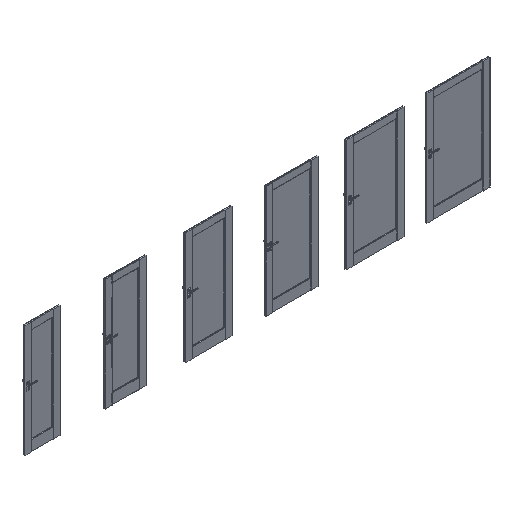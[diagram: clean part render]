
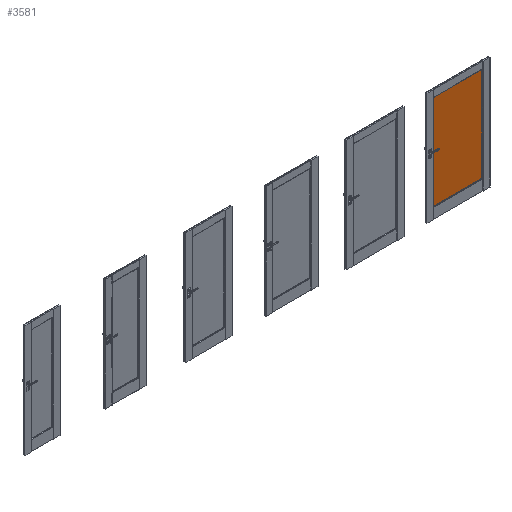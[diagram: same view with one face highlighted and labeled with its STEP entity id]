
A CAD part, isometric view. The second image highlights one B-rep face of the part: STEP entity #3581.
In plain terms, the highlighted planar face has unit normal (0, -1, 0).
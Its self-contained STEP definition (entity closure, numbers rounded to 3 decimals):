
#2309=FACE_OUTER_BOUND('',#6443,.T.);
#3581=ADVANCED_FACE('',(#2309),#4331,.T.);
#4331=PLANE('',#22557);
#6443=EDGE_LOOP('',(#11518,#11519,#11520,#11521));
#11518=ORIENTED_EDGE('',*,*,#16740,.F.);
#11519=ORIENTED_EDGE('',*,*,#16836,.F.);
#11520=ORIENTED_EDGE('',*,*,#16757,.T.);
#11521=ORIENTED_EDGE('',*,*,#16837,.F.);
#14022=VERTEX_POINT('',#40226);
#14023=VERTEX_POINT('',#40228);
#14039=VERTEX_POINT('',#40262);
#14040=VERTEX_POINT('',#40264);
#16740=EDGE_CURVE('',#14022,#14023,#18778,.T.);
#16757=EDGE_CURVE('',#14040,#14039,#18795,.T.);
#16836=EDGE_CURVE('',#14040,#14022,#18869,.T.);
#16837=EDGE_CURVE('',#14023,#14039,#18870,.T.);
#18778=LINE('',#40227,#20626);
#18795=LINE('',#40263,#20643);
#18869=LINE('',#40416,#20717);
#18870=LINE('',#40417,#20718);
#20626=VECTOR('',#27287,1.);
#20643=VECTOR('',#27308,1.);
#20717=VECTOR('',#27426,1.);
#20718=VECTOR('',#27427,1.);
#22557=AXIS2_PLACEMENT_3D('',#40418,#27428,#27429);
#27287=DIRECTION('',(0.,0.,1.));
#27308=DIRECTION('',(0.,0.,1.));
#27426=DIRECTION('',(-1.,0.,0.));
#27427=DIRECTION('',(1.,0.,0.));
#27428=DIRECTION('',(0.,-1.,0.));
#27429=DIRECTION('',(0.,0.,-1.));
#40226=CARTESIAN_POINT('',(7056.,-22.8,187.));
#40227=CARTESIAN_POINT('',(7056.,-22.8,2070.));
#40228=CARTESIAN_POINT('',(7056.,-22.8,1901.5));
#40262=CARTESIAN_POINT('',(7944.,-22.8,1901.5));
#40263=CARTESIAN_POINT('',(7944.,-22.8,1044.25));
#40264=CARTESIAN_POINT('',(7944.,-22.8,187.));
#40416=CARTESIAN_POINT('',(8460.,-22.8,187.));
#40417=CARTESIAN_POINT('',(8460.,-22.8,1901.5));
#40418=CARTESIAN_POINT('',(7500.,-22.8,1044.25));
